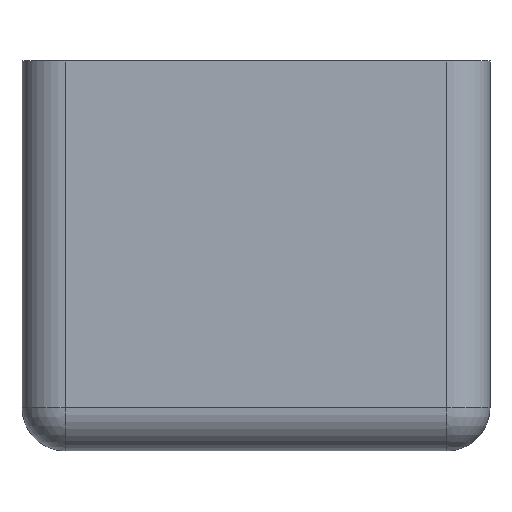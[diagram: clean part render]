
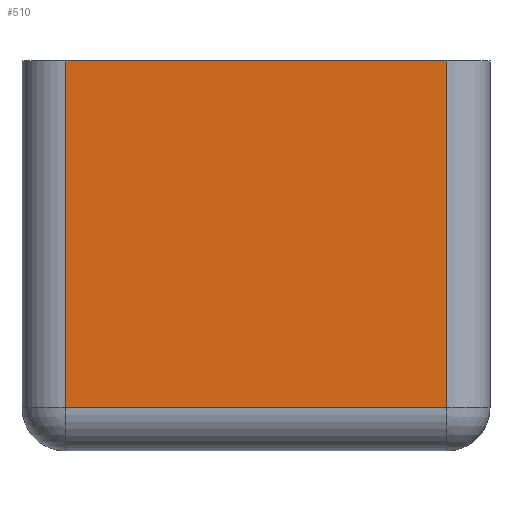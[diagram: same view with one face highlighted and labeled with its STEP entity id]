
A CAD part, front view. The second image highlights one B-rep face of the part: STEP entity #510.
In plain terms, the highlighted planar face has unit normal (0, -1, 0).
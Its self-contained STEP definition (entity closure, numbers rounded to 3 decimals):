
#23=PLANE('',#589);
#34=LINE('',#839,#74);
#52=LINE('',#933,#92);
#61=LINE('',#962,#101);
#62=LINE('',#963,#102);
#74=VECTOR('',#638,1.);
#92=VECTOR('',#696,10.);
#101=VECTOR('',#727,1.);
#102=VECTOR('',#728,1.);
#147=FACE_OUTER_BOUND('',#183,.T.);
#183=EDGE_LOOP('',(#430,#431,#432,#433));
#235=VERTEX_POINT('',#828);
#238=VERTEX_POINT('',#835);
#255=VERTEX_POINT('',#932);
#264=VERTEX_POINT('',#961);
#281=EDGE_CURVE('',#235,#238,#34,.T.);
#308=EDGE_CURVE('',#255,#238,#52,.T.);
#323=EDGE_CURVE('',#264,#235,#61,.T.);
#324=EDGE_CURVE('',#255,#264,#62,.T.);
#430=ORIENTED_EDGE('',*,*,#323,.F.);
#431=ORIENTED_EDGE('',*,*,#324,.F.);
#432=ORIENTED_EDGE('',*,*,#308,.T.);
#433=ORIENTED_EDGE('',*,*,#281,.F.);
#510=ADVANCED_FACE('',(#147),#23,.T.);
#589=AXIS2_PLACEMENT_3D('',#960,#725,#726);
#638=DIRECTION('',(0.,0.,1.));
#696=DIRECTION('',(-1.,0.,0.));
#725=DIRECTION('center_axis',(0.,-1.,0.));
#726=DIRECTION('ref_axis',(0.,0.,1.));
#727=DIRECTION('',(-1.,0.,0.));
#728=DIRECTION('',(0.,0.,-1.));
#828=CARTESIAN_POINT('',(-27159.611,27439.708,-22197.006));
#835=CARTESIAN_POINT('',(-27159.611,27439.708,-22157.006));
#839=CARTESIAN_POINT('',(-27159.611,27439.708,-22202.006));
#932=CARTESIAN_POINT('',(-27115.611,27439.708,-22157.006));
#933=CARTESIAN_POINT('',(-27164.611,27439.708,-22157.006));
#960=CARTESIAN_POINT('Origin',(-27090.611,27439.708,-22202.006));
#961=CARTESIAN_POINT('',(-27115.611,27439.708,-22197.006));
#962=CARTESIAN_POINT('',(-27104.611,27439.708,-22197.006));
#963=CARTESIAN_POINT('',(-27115.611,27439.708,-22202.006));
